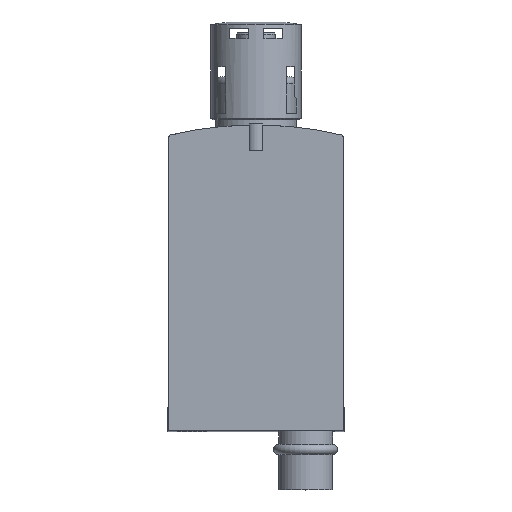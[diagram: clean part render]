
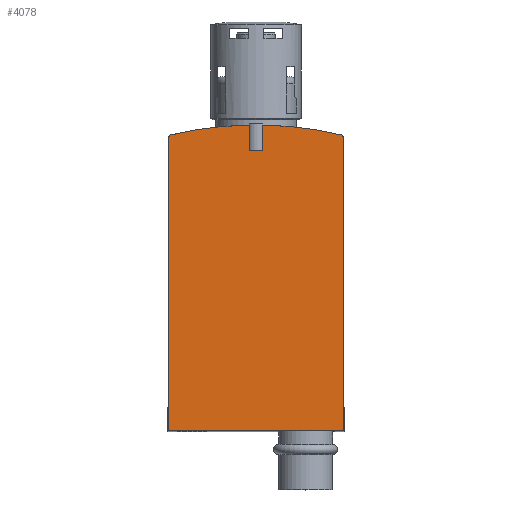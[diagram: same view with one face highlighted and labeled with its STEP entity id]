
A CAD part, top view. The second image highlights one B-rep face of the part: STEP entity #4078.
In plain terms, the highlighted planar face has unit normal (0, 0, 1).
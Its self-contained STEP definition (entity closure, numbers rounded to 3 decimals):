
#62=PLANE('',#4287);
#138=CIRCLE('',#4223,55.3);
#140=CIRCLE('',#4225,55.3);
#170=CIRCLE('',#4282,0.5);
#171=CIRCLE('',#4286,0.5);
#490=ORIENTED_EDGE('',*,*,#1284,.T.);
#491=ORIENTED_EDGE('',*,*,#1199,.T.);
#492=ORIENTED_EDGE('',*,*,#1278,.T.);
#493=ORIENTED_EDGE('',*,*,#1280,.T.);
#494=ORIENTED_EDGE('',*,*,#1226,.T.);
#495=ORIENTED_EDGE('',*,*,#1281,.T.);
#496=ORIENTED_EDGE('',*,*,#1283,.T.);
#497=ORIENTED_EDGE('',*,*,#1195,.T.);
#498=ORIENTED_EDGE('',*,*,#1285,.F.);
#499=ORIENTED_EDGE('',*,*,#1286,.T.);
#1195=EDGE_CURVE('',#1633,#1632,#138,.T.);
#1199=EDGE_CURVE('',#1630,#1636,#140,.T.);
#1226=EDGE_CURVE('',#1662,#1661,#1946,.T.);
#1278=EDGE_CURVE('',#1636,#1691,#170,.T.);
#1280=EDGE_CURVE('',#1691,#1662,#1975,.T.);
#1281=EDGE_CURVE('',#1661,#1692,#1976,.T.);
#1283=EDGE_CURVE('',#1692,#1633,#171,.T.);
#1284=EDGE_CURVE('',#1693,#1630,#1978,.T.);
#1285=EDGE_CURVE('',#1694,#1632,#1979,.T.);
#1286=EDGE_CURVE('',#1694,#1693,#1980,.T.);
#1630=VERTEX_POINT('',#5423);
#1632=VERTEX_POINT('',#5433);
#1633=VERTEX_POINT('',#5435);
#1636=VERTEX_POINT('',#5441);
#1661=VERTEX_POINT('',#5509);
#1662=VERTEX_POINT('',#5511);
#1691=VERTEX_POINT('',#5627);
#1692=VERTEX_POINT('',#5633);
#1693=VERTEX_POINT('',#5639);
#1694=VERTEX_POINT('',#5641);
#1946=LINE('',#5510,#2199);
#1975=LINE('',#5630,#2228);
#1976=LINE('',#5632,#2229);
#1978=LINE('',#5638,#2231);
#1979=LINE('',#5640,#2232);
#1980=LINE('',#5642,#2233);
#2199=VECTOR('',#4590,1000.);
#2228=VECTOR('',#4713,1000.);
#2229=VECTOR('',#4716,1000.);
#2231=VECTOR('',#4724,1000.);
#2232=VECTOR('',#4725,1000.);
#2233=VECTOR('',#4726,1000.);
#2469=EDGE_LOOP('',(#490,#491,#492,#493,#494,#495,#496,#497,#498,#499));
#2671=FACE_BOUND('',#2469,.T.);
#4078=ADVANCED_FACE('',(#2671),#62,.T.);
#4223=AXIS2_PLACEMENT_3D('',#5434,#4542,#4543);
#4225=AXIS2_PLACEMENT_3D('',#5442,#4548,#4549);
#4282=AXIS2_PLACEMENT_3D('',#5626,#4708,#4709);
#4286=AXIS2_PLACEMENT_3D('',#5636,#4720,#4721);
#4287=AXIS2_PLACEMENT_3D('',#5637,#4722,#4723);
#4542=DIRECTION('',(0.,0.,1.));
#4543=DIRECTION('',(1.,0.,0.));
#4548=DIRECTION('',(0.,0.,1.));
#4549=DIRECTION('',(1.,0.,0.));
#4590=DIRECTION('',(1.,0.,0.));
#4708=DIRECTION('',(0.,0.,1.));
#4709=DIRECTION('',(1.,0.,0.));
#4713=DIRECTION('',(0.,-1.,0.));
#4716=DIRECTION('',(0.,1.,0.));
#4720=DIRECTION('',(0.,0.,1.));
#4721=DIRECTION('',(1.,0.,0.));
#4722=DIRECTION('',(0.,0.,1.));
#4723=DIRECTION('',(1.,0.,0.));
#4724=DIRECTION('',(0.,1.,0.));
#4725=DIRECTION('',(0.,1.,0.));
#4726=DIRECTION('',(-1.,0.,0.));
#5423=CARTESIAN_POINT('',(-1.,45.291,78.5));
#5433=CARTESIAN_POINT('',(1.,45.291,78.5));
#5434=CARTESIAN_POINT('',(0.,-10.,78.5));
#5435=CARTESIAN_POINT('',(12.614,43.842,78.5));
#5441=CARTESIAN_POINT('',(-12.614,43.842,78.5));
#5442=CARTESIAN_POINT('',(0.,-10.,78.5));
#5509=CARTESIAN_POINT('',(13.,0.,78.5));
#5510=CARTESIAN_POINT('',(-13.,0.,78.5));
#5511=CARTESIAN_POINT('',(-13.,0.,78.5));
#5626=CARTESIAN_POINT('',(-12.5,43.355,78.5));
#5627=CARTESIAN_POINT('',(-13.,43.355,78.5));
#5630=CARTESIAN_POINT('',(-13.,43.355,78.5));
#5632=CARTESIAN_POINT('',(13.,0.,78.5));
#5633=CARTESIAN_POINT('',(13.,43.355,78.5));
#5636=CARTESIAN_POINT('',(12.5,43.355,78.5));
#5637=CARTESIAN_POINT('',(-12.5,43.355,78.5));
#5638=CARTESIAN_POINT('',(-1.,41.5,78.5));
#5639=CARTESIAN_POINT('',(-1.,41.5,78.5));
#5640=CARTESIAN_POINT('',(1.,41.5,78.5));
#5641=CARTESIAN_POINT('',(1.,41.5,78.5));
#5642=CARTESIAN_POINT('',(-12.5,41.5,78.5));
